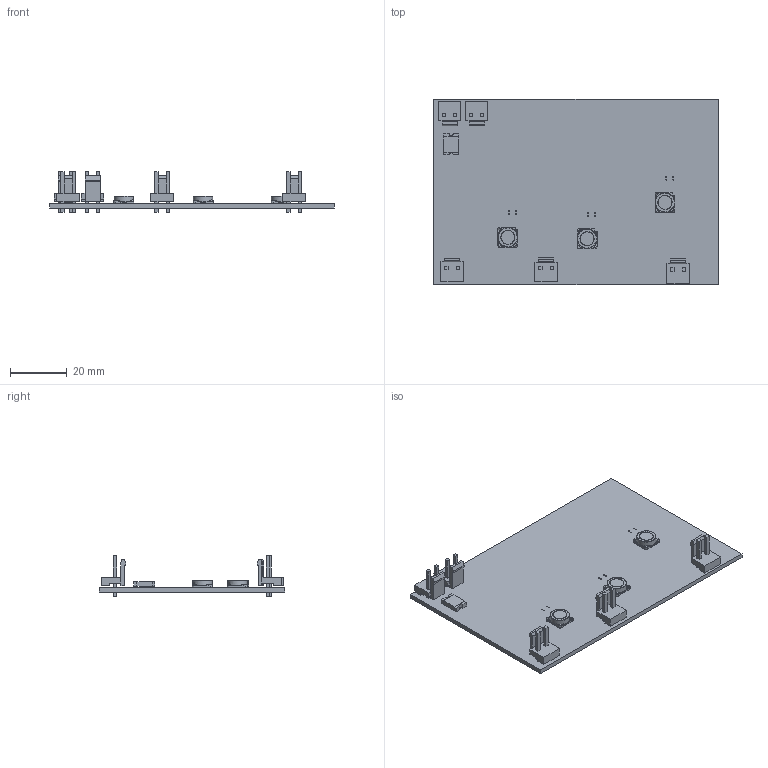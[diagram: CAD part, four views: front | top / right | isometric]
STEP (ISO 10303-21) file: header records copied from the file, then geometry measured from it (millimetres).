
FILE_DESCRIPTION(('KiCad electronic assembly'),'2;1');
FILE_NAME('kicad01_power_board_for_nuclear_team.step', '2022-02-21T13:34:33',('Pcbnew'),('Kicad'), 'Open CASCADE STEP processor 7.6','KiCad to STEP converter','Unknown' );
FILE_SCHEMA(('AUTOMOTIVE_DESIGN { 1 0 10303 214 1 1 1 1 }'));
Length unit declared in the file: millimetre
Products named in the file (8): kicad01_power_board_for_nuclear_team 1; 1-1123723-2; SOLID; L_TDK_SLF7032; ptc_fuse_2920; COMPOUND; kicad01_power_board_for_nuclear_team PCB
Assembly tree (13 placements, depth 3):
  kicad01_power_board_for_nuclear_team 1
    1-1123723-2  x5
      SOLID
    L_TDK_SLF7032  x3
      SOLID
    ptc_fuse_2920
      COMPOUND
    kicad01_power_board_for_nuclear_team PCB
Bounding box: 99.95 x 65.02 x 14.4 mm (x, y, z)
Volume: 11833.9 mm3; surface area: 16312.7 mm2
Topology: 13 solids, 13 shells, 494 faces, 1261 edges, 819 vertices
Faces by surface type: bspline 465, cylinder 22, plane 7
Full cylindrical faces by diameter (mm): 0.3 x12, 1.65 x10
Entity records: 11221 total; most frequent: CARTESIAN_POINT 3949, B_SPLINE_CURVE_WITH_KNOTS 955, ORIENTED_EDGE 894, PCURVE 894, DEFINITIONAL_REPRESENTATION 894, EDGE_CURVE 447, SURFACE_CURVE 419, DIRECTION 373
